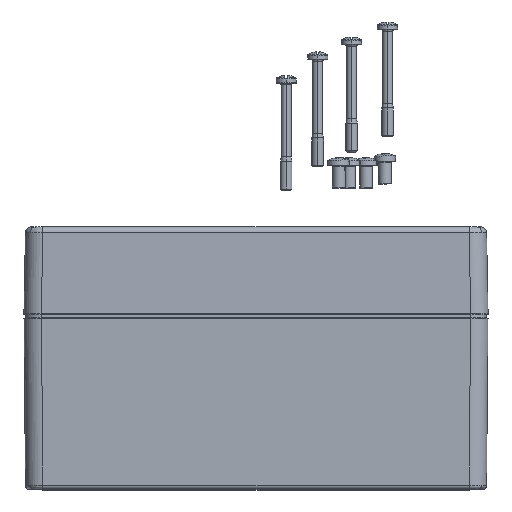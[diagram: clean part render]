
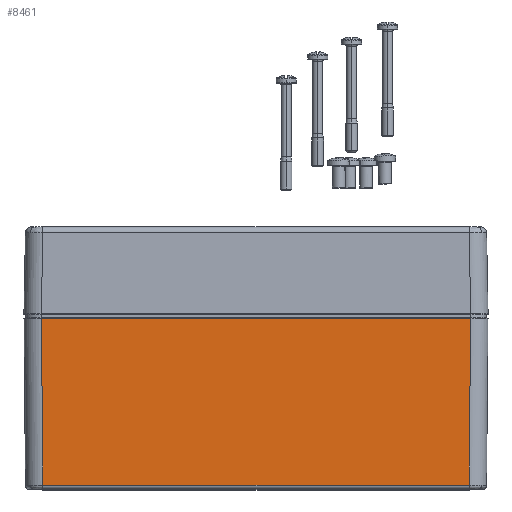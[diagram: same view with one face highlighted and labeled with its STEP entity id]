
A CAD part, top view. The second image highlights one B-rep face of the part: STEP entity #8461.
In plain terms, the highlighted planar face has unit normal (0, -0.009, 1).
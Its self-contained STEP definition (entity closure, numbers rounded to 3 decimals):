
#5193 = VERTEX_POINT ( 'NONE', #15552 ) ;
#5572 = EDGE_CURVE ( 'NONE', #5582, #5584, #16416, .T. ) ;
#5582 = VERTEX_POINT ( 'NONE', #16454 ) ;
#5584 = VERTEX_POINT ( 'NONE', #16504 ) ;
#7036 = VERTEX_POINT ( 'NONE', #20138 ) ;
#8019 = EDGE_CURVE ( 'NONE', #5193, #7036, #23256, .T. ) ;
#8461 = ADVANCED_FACE ( 'NONE', ( #24522 ), #24521, .T. ) ;
#8847 = ORIENTED_EDGE ( 'NONE', *, *, #5572, .T. ) ;
#8850 = ORIENTED_EDGE ( 'NONE', *, *, #8856, .T. ) ;
#8851 = EDGE_LOOP ( 'NONE', ( #8850, #8847, #8854, #36989 ) ) ;
#8852 = EDGE_CURVE ( 'NONE', #5584, #5193, #25503, .T. ) ;
#8854 = ORIENTED_EDGE ( 'NONE', *, *, #8852, .T. ) ;
#8856 = EDGE_CURVE ( 'NONE', #7036, #5582, #25499, .T. ) ;
#15552 = CARTESIAN_POINT ( 'NONE',  ( -73.472, -60.513, 59.472 ) ) ;
#16415 = CARTESIAN_POINT ( 'NONE',  ( -80., -3., 59.974 ) ) ;
#16416 = LINE ( 'NONE', #16415, #16474 ) ;
#16454 = CARTESIAN_POINT ( 'NONE',  ( 73.974, -3., 59.974 ) ) ;
#16473 = DIRECTION ( 'NONE',  ( -1., 0., 0. ) ) ;
#16474 = VECTOR ( 'NONE', #16473, 1000. ) ;
#16504 = CARTESIAN_POINT ( 'NONE',  ( -73.974, -3., 59.974 ) ) ;
#20138 = CARTESIAN_POINT ( 'NONE',  ( 73.472, -60.513, 59.472 ) ) ;
#23251 = DIRECTION ( 'NONE',  ( 1., 0., 0. ) ) ;
#23252 = VECTOR ( 'NONE', #23251, 1000. ) ;
#23255 = CARTESIAN_POINT ( 'NONE',  ( -80., -60.513, 59.472 ) ) ;
#23256 = LINE ( 'NONE', #23255, #23252 ) ;
#24516 = DIRECTION ( 'NONE',  ( 0., -1., -0.009 ) ) ;
#24517 = DIRECTION ( 'NONE',  ( 0., -0.009, 1. ) ) ;
#24518 = AXIS2_PLACEMENT_3D ( 'NONE', #24520, #24517, #24516 ) ;
#24520 = CARTESIAN_POINT ( 'NONE',  ( -80., 0., 60. ) ) ;
#24521 = PLANE ( 'NONE',  #24518 ) ;
#24522 = FACE_OUTER_BOUND ( 'NONE', #8851, .T. ) ;
#25496 = DIRECTION ( 'NONE',  ( 0.009, 1., 0.009 ) ) ;
#25497 = VECTOR ( 'NONE', #25496, 1000. ) ;
#25498 = CARTESIAN_POINT ( 'NONE',  ( 73.989, -1.344, 59.988 ) ) ;
#25499 = LINE ( 'NONE', #25498, #25497 ) ;
#25500 = DIRECTION ( 'NONE',  ( 0.009, -1., -0.009 ) ) ;
#25501 = VECTOR ( 'NONE', #25500, 1000. ) ;
#25502 = CARTESIAN_POINT ( 'NONE',  ( -74.001, 0.052, 60. ) ) ;
#25503 = LINE ( 'NONE', #25502, #25501 ) ;
#36989 = ORIENTED_EDGE ( 'NONE', *, *, #8019, .T. ) ;
